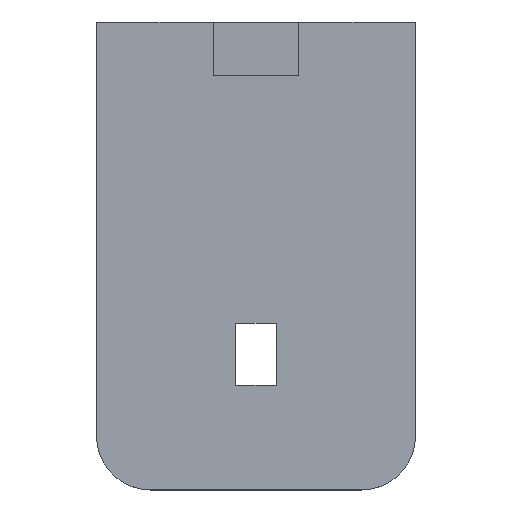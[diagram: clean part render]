
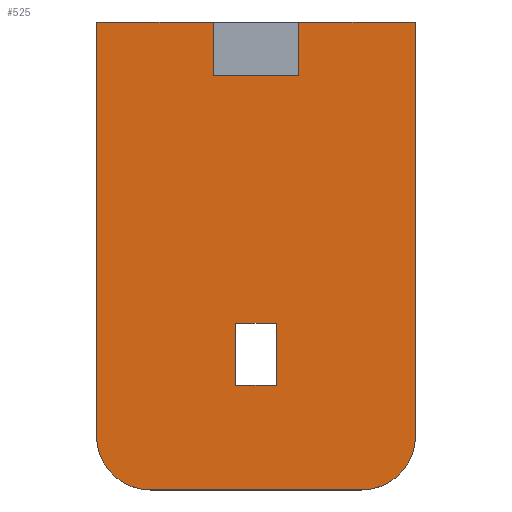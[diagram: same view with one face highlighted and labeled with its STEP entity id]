
A CAD part, top view. The second image highlights one B-rep face of the part: STEP entity #525.
In plain terms, the highlighted planar face has unit normal (0, 0, 1).
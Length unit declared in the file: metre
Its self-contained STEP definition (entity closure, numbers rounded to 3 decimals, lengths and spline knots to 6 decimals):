
#18=CIRCLE('',#572,0.00508);
#19=CIRCLE('',#573,0.00508);
#32=ORIENTED_EDGE('',*,*,#182,.F.);
#33=ORIENTED_EDGE('',*,*,#183,.T.);
#34=ORIENTED_EDGE('',*,*,#184,.T.);
#35=ORIENTED_EDGE('',*,*,#185,.T.);
#36=ORIENTED_EDGE('',*,*,#186,.F.);
#37=ORIENTED_EDGE('',*,*,#187,.T.);
#38=ORIENTED_EDGE('',*,*,#188,.T.);
#39=ORIENTED_EDGE('',*,*,#189,.T.);
#40=ORIENTED_EDGE('',*,*,#190,.F.);
#41=ORIENTED_EDGE('',*,*,#191,.T.);
#42=ORIENTED_EDGE('',*,*,#192,.F.);
#43=ORIENTED_EDGE('',*,*,#193,.T.);
#44=ORIENTED_EDGE('',*,*,#194,.T.);
#45=ORIENTED_EDGE('',*,*,#195,.F.);
#182=EDGE_CURVE('',#257,#258,#301,.T.);
#183=EDGE_CURVE('',#257,#259,#18,.T.);
#184=EDGE_CURVE('',#259,#260,#302,.T.);
#185=EDGE_CURVE('',#260,#261,#303,.T.);
#186=EDGE_CURVE('',#262,#261,#304,.T.);
#187=EDGE_CURVE('',#262,#263,#305,.T.);
#188=EDGE_CURVE('',#263,#264,#306,.T.);
#189=EDGE_CURVE('',#264,#265,#307,.T.);
#190=EDGE_CURVE('',#266,#265,#308,.T.);
#191=EDGE_CURVE('',#266,#258,#19,.T.);
#192=EDGE_CURVE('',#267,#268,#309,.T.);
#193=EDGE_CURVE('',#267,#269,#310,.T.);
#194=EDGE_CURVE('',#269,#270,#311,.T.);
#195=EDGE_CURVE('',#268,#270,#312,.T.);
#257=VERTEX_POINT('',#774);
#258=VERTEX_POINT('',#775);
#259=VERTEX_POINT('',#777);
#260=VERTEX_POINT('',#779);
#261=VERTEX_POINT('',#781);
#262=VERTEX_POINT('',#783);
#263=VERTEX_POINT('',#785);
#264=VERTEX_POINT('',#787);
#265=VERTEX_POINT('',#789);
#266=VERTEX_POINT('',#791);
#267=VERTEX_POINT('',#794);
#268=VERTEX_POINT('',#795);
#269=VERTEX_POINT('',#797);
#270=VERTEX_POINT('',#799);
#301=LINE('',#773,#370);
#302=LINE('',#778,#371);
#303=LINE('',#780,#372);
#304=LINE('',#782,#373);
#305=LINE('',#784,#374);
#306=LINE('',#786,#375);
#307=LINE('',#788,#376);
#308=LINE('',#790,#377);
#309=LINE('',#793,#378);
#310=LINE('',#796,#379);
#311=LINE('',#798,#380);
#312=LINE('',#800,#381);
#370=VECTOR('',#623,1.);
#371=VECTOR('',#626,1.);
#372=VECTOR('',#627,1.);
#373=VECTOR('',#628,1.);
#374=VECTOR('',#629,1.);
#375=VECTOR('',#630,1.);
#376=VECTOR('',#631,1.);
#377=VECTOR('',#632,1.);
#378=VECTOR('',#635,1.);
#379=VECTOR('',#636,1.);
#380=VECTOR('',#637,1.);
#381=VECTOR('',#638,1.);
#433=EDGE_LOOP('',(#32,#33,#34,#35,#36,#37,#38,#39,#40,#41));
#434=EDGE_LOOP('',(#42,#43,#44,#45));
#466=FACE_BOUND('',#433,.T.);
#467=FACE_BOUND('',#434,.T.);
#498=PLANE('',#571);
#525=ADVANCED_FACE('',(#466,#467),#498,.T.);
#571=AXIS2_PLACEMENT_3D('',#772,#621,#622);
#572=AXIS2_PLACEMENT_3D('',#776,#624,#625);
#573=AXIS2_PLACEMENT_3D('',#792,#633,#634);
#621=DIRECTION('',(0.,0.,1.));
#622=DIRECTION('',(1.,0.,0.));
#623=DIRECTION('',(-1.,0.,0.));
#624=DIRECTION('',(0.,0.,1.));
#625=DIRECTION('',(1.,0.,0.));
#626=DIRECTION('',(0.,1.,0.));
#627=DIRECTION('',(-1.,0.,0.));
#628=DIRECTION('',(0.,1.,0.));
#629=DIRECTION('',(-1.,0.,0.));
#630=DIRECTION('',(0.,1.,0.));
#631=DIRECTION('',(-1.,0.,0.));
#632=DIRECTION('',(0.,1.,0.));
#633=DIRECTION('',(0.,0.,1.));
#634=DIRECTION('',(1.,0.,0.));
#635=DIRECTION('',(0.,1.,0.));
#636=DIRECTION('',(-1.,0.,0.));
#637=DIRECTION('',(0.,1.,0.));
#638=DIRECTION('',(-1.,0.,0.));
#772=CARTESIAN_POINT('',(0.,0.,0.0025));
#773=CARTESIAN_POINT('',(0.,-0.022,0.0025));
#774=CARTESIAN_POINT('',(0.00992,-0.022,0.0025));
#775=CARTESIAN_POINT('',(-0.00992,-0.022,0.0025));
#776=CARTESIAN_POINT('',(0.00992,-0.01692,0.0025));
#777=CARTESIAN_POINT('',(0.015,-0.01692,0.0025));
#778=CARTESIAN_POINT('',(0.015,0.,0.0025));
#779=CARTESIAN_POINT('',(0.015,0.022,0.0025));
#780=CARTESIAN_POINT('',(0.,0.022,0.0025));
#781=CARTESIAN_POINT('',(0.004,0.022,0.0025));
#782=CARTESIAN_POINT('',(0.004,0.0195,0.0025));
#783=CARTESIAN_POINT('',(0.004,0.017,0.0025));
#784=CARTESIAN_POINT('',(0.,0.017,0.0025));
#785=CARTESIAN_POINT('',(-0.004,0.017,0.0025));
#786=CARTESIAN_POINT('',(-0.004,0.0195,0.0025));
#787=CARTESIAN_POINT('',(-0.004,0.022,0.0025));
#788=CARTESIAN_POINT('',(0.,0.022,0.0025));
#789=CARTESIAN_POINT('',(-0.015,0.022,0.0025));
#790=CARTESIAN_POINT('',(-0.015,0.,0.0025));
#791=CARTESIAN_POINT('',(-0.015,-0.01692,0.0025));
#792=CARTESIAN_POINT('',(-0.00992,-0.01692,0.0025));
#793=CARTESIAN_POINT('',(0.001905,-0.009246,0.0025));
#794=CARTESIAN_POINT('',(0.001905,-0.012167,0.0025));
#795=CARTESIAN_POINT('',(0.001905,-0.006325,0.0025));
#796=CARTESIAN_POINT('',(0.,-0.012167,0.0025));
#797=CARTESIAN_POINT('',(-0.001905,-0.012167,0.0025));
#798=CARTESIAN_POINT('',(-0.001905,-0.009246,0.0025));
#799=CARTESIAN_POINT('',(-0.001905,-0.006325,0.0025));
#800=CARTESIAN_POINT('',(0.,-0.006325,0.0025));
